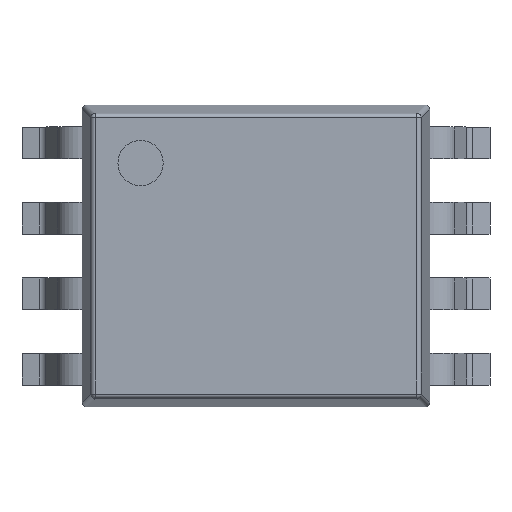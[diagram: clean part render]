
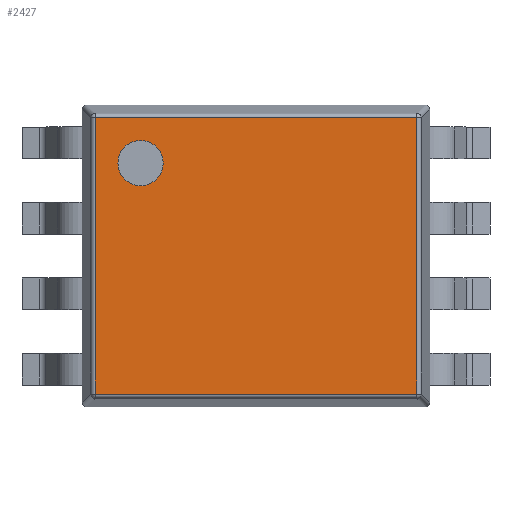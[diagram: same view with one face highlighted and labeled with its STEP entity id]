
A CAD part, top view. The second image highlights one B-rep face of the part: STEP entity #2427.
In plain terms, the highlighted planar face has unit normal (0, 0, 1).
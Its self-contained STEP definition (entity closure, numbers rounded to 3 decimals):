
#39=LINE('',#3534,#287);
#43=LINE('',#3557,#291);
#45=LINE('',#3560,#293);
#77=LINE('',#3689,#325);
#287=VECTOR('',#2798,1.83);
#291=VECTOR('',#2824,1.83);
#293=VECTOR('',#2828,2.13);
#325=VECTOR('',#2970,2.13);
#551=PLANE('',#2611);
#614=FACE_BOUND('',#787,.T.);
#653=FACE_OUTER_BOUND('',#786,.T.);
#786=EDGE_LOOP('',(#1794,#1795,#1796,#1797));
#787=EDGE_LOOP('',(#1798));
#882=CIRCLE('',#2525,0.15);
#972=VERTEX_POINT('',#3515);
#975=VERTEX_POINT('',#3522);
#976=VERTEX_POINT('',#3526);
#979=VERTEX_POINT('',#3536);
#986=VERTEX_POINT('',#3552);
#1206=EDGE_CURVE('',#972,#972,#882,.T.);
#1214=EDGE_CURVE('',#976,#975,#39,.T.);
#1225=EDGE_CURVE('',#979,#986,#43,.T.);
#1227=EDGE_CURVE('',#986,#976,#45,.T.);
#1294=EDGE_CURVE('',#975,#979,#77,.T.);
#1794=ORIENTED_EDGE('',*,*,#1225,.F.);
#1795=ORIENTED_EDGE('',*,*,#1294,.F.);
#1796=ORIENTED_EDGE('',*,*,#1214,.F.);
#1797=ORIENTED_EDGE('',*,*,#1227,.F.);
#1798=ORIENTED_EDGE('',*,*,#1206,.T.);
#2427=ADVANCED_FACE('',(#653,#614),#551,.T.);
#2525=AXIS2_PLACEMENT_3D('',#3516,#2775,#2776);
#2611=AXIS2_PLACEMENT_3D('',#3810,#3051,#3052);
#2775=DIRECTION('center_axis',(0.,0.,-1.));
#2776=DIRECTION('ref_axis',(-1.,0.,0.));
#2798=DIRECTION('',(0.,-1.,0.));
#2824=DIRECTION('',(0.,1.,0.));
#2828=DIRECTION('',(1.,0.,0.));
#2970=DIRECTION('',(-1.,0.,0.));
#3051=DIRECTION('center_axis',(0.,0.,1.));
#3052=DIRECTION('ref_axis',(1.,0.,0.));
#3515=CARTESIAN_POINT('',(-0.615,0.615,0.85));
#3516=CARTESIAN_POINT('Origin',(-0.765,0.615,0.85));
#3522=CARTESIAN_POINT('',(1.065,-0.915,0.85));
#3526=CARTESIAN_POINT('',(1.065,0.915,0.85));
#3534=CARTESIAN_POINT('',(1.065,0.,0.85));
#3536=CARTESIAN_POINT('',(-1.065,-0.915,0.85));
#3552=CARTESIAN_POINT('',(-1.065,0.915,0.85));
#3557=CARTESIAN_POINT('',(-1.065,0.,0.85));
#3560=CARTESIAN_POINT('',(-0.863,0.915,0.85));
#3689=CARTESIAN_POINT('',(-0.863,-0.915,0.85));
#3810=CARTESIAN_POINT('Origin',(-1.15,0.,0.85));
